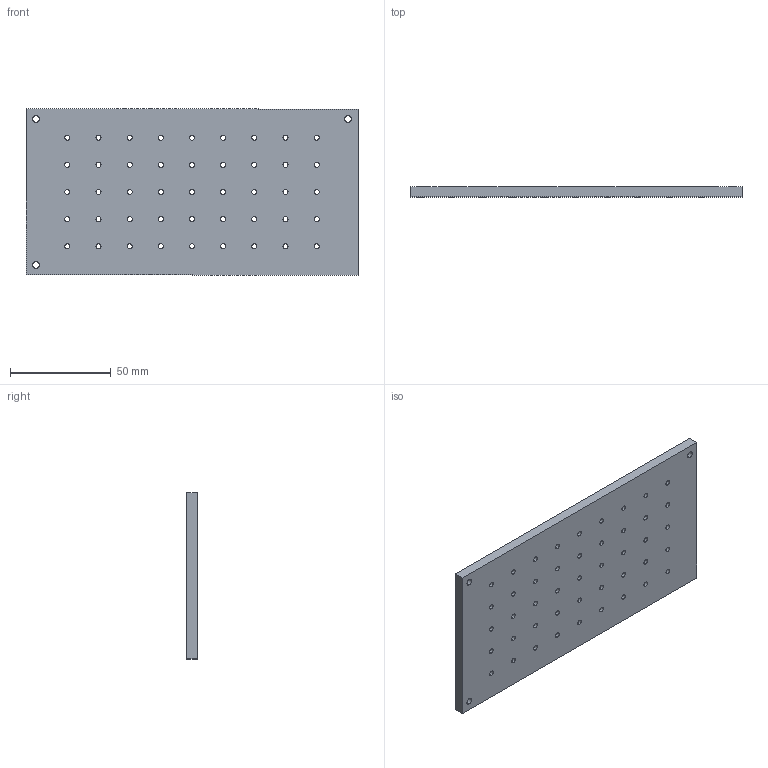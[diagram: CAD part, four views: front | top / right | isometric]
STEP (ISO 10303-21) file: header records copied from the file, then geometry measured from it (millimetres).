
FILE_DESCRIPTION (( 'STEP AP214' ), '1' );
FILE_NAME ('Tray_1cm_v3_grid_formachining.STEP', '2021-07-31T15:09:09', ( '' ), ( '' ), 'SwSTEP 2.0', 'SolidWorks 2020', '' );
FILE_SCHEMA (( 'AUTOMOTIVE_DESIGN' ));
Length unit declared in the file: millimetre
Products named in the file (1): Tray_1cm_v3_grid_formachining
Bounding box: 165.1 x 5 x 82.55 mm (x, y, z)
Volume: 60017.4 mm3; surface area: 32898.4 mm2
Topology: 1 solids, 1 shells, 1032 faces, 3018 edges, 2012 vertices
Faces by surface type: plane 514, cylinder 456, bspline 62
Entity records: 38180 total; most frequent: CARTESIAN_POINT 10077, ORIENTED_EDGE 6036, DIRECTION 5748, EDGE_CURVE 3018, VERTEX_POINT 2012, LINE 1982, VECTOR 1982, AXIS2_PLACEMENT_3D 1883
